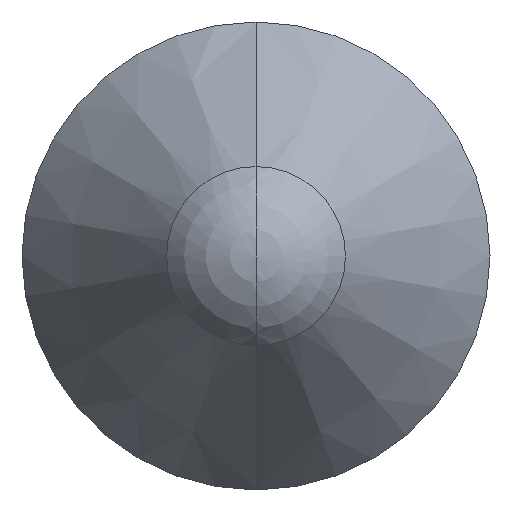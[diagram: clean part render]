
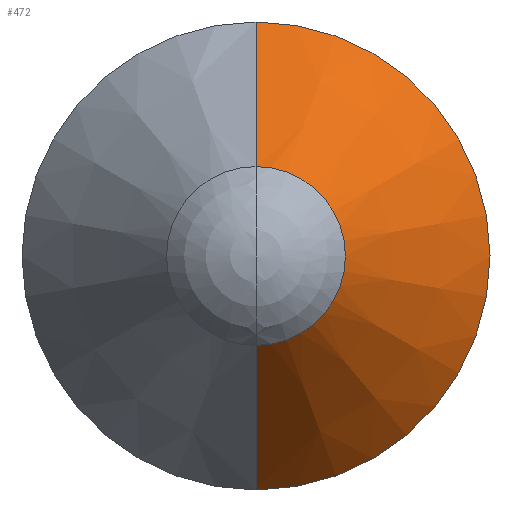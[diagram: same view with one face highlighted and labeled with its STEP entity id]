
A CAD part, left-side view. The second image highlights one B-rep face of the part: STEP entity #472.
In plain terms, the highlighted conical face has half-angle 35 degrees and reference radius 1.037 mm.
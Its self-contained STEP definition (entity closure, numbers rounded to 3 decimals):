
#270=VERTEX_POINT('',#581);
#286=VERTEX_POINT('',#599);
#304=EDGE_CURVE('',#476,#286,#620,.T.);
#314=EDGE_CURVE('',#476,#270,#633,.T.);
#374=VERTEX_POINT('',#703);
#386=EDGE_CURVE('',#374,#286,#715,.T.);
#400=EDGE_CURVE('',#270,#374,#731,.T.);
#472=ADVANCED_FACE('',(#810),#811,.T.);
#476=VERTEX_POINT('',#815);
#581=CARTESIAN_POINT('',(1.622,0.,1.5));
#599=CARTESIAN_POINT('',(0.298,0.,-0.573));
#620=CIRCLE('',#982,0.573);
#633=LINE('',#997,#998);
#703=CARTESIAN_POINT('',(1.622,0.,-1.5));
#715=LINE('',#1101,#1102);
#731=CIRCLE('',#1122,1.5);
#810=FACE_OUTER_BOUND('',#1213,.T.);
#811=CONICAL_SURFACE('',#1214,1.037,0.611);
#815=CARTESIAN_POINT('',(0.298,0.,0.573));
#982=AXIS2_PLACEMENT_3D('',#1359,#1360,#1361);
#997=CARTESIAN_POINT('',(0.96,0.,1.037));
#998=VECTOR('',#1389,1.0);
#1101=CARTESIAN_POINT('',(0.96,0.,-1.037));
#1102=VECTOR('',#1519,1.0);
#1122=AXIS2_PLACEMENT_3D('',#1540,#1541,#1542);
#1213=EDGE_LOOP('',(#1653,#1654,#1655,#1656));
#1214=AXIS2_PLACEMENT_3D('',#1657,#1658,#1659);
#1359=CARTESIAN_POINT('',(0.298,0.,0.));
#1360=DIRECTION('',(1.0,0.,0.));
#1361=DIRECTION('',(0.,0.,1.0));
#1389=DIRECTION('',(0.819,0.,0.574));
#1519=DIRECTION('',(-0.819,0.,0.574));
#1540=CARTESIAN_POINT('',(1.622,0.,0.));
#1541=DIRECTION('',(1.0,0.,0.));
#1542=DIRECTION('',(0.,0.,1.0));
#1653=ORIENTED_EDGE('',*,*,#314,.F.);
#1654=ORIENTED_EDGE('',*,*,#304,.T.);
#1655=ORIENTED_EDGE('',*,*,#386,.F.);
#1656=ORIENTED_EDGE('',*,*,#400,.F.);
#1657=CARTESIAN_POINT('',(0.96,0.,0.));
#1658=DIRECTION('',(1.0,0.,0.));
#1659=DIRECTION('',(0.,0.,1.0));
